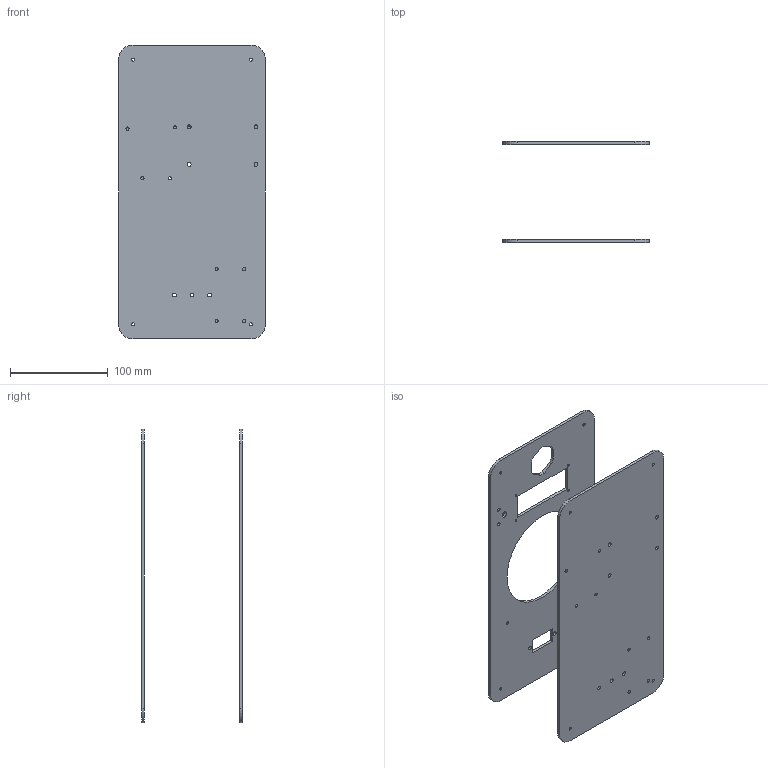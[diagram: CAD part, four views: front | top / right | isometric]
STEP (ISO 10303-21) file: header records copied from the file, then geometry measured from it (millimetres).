
FILE_DESCRIPTION(/* description */ (''),/* implementation_level */ '2;1');
FILE_NAME(/* name */ '181d2753-3f17-42ab-8a2d-efc1092e2bd3.stp',/* time_stamp */ '2024-07-30T14:13:35Z',/* author */ (''),/* organization */ (''),/* preprocessor_version */ 'ST-DEVELOPER v20',/* originating_system */ 'Autodesk Translation Framework v13.14.0.145',/* authorisation */ '');
FILE_SCHEMA (('AUTOMOTIVE_DESIGN { 1 0 10303 214 3 1 1 }'));
Length unit declared in the file: millimetre
Products named in the file (1): Baseplate
Bounding box: 150 x 103 x 300 mm (x, y, z)
Volume: 233673 mm3; surface area: 164262.6 mm2
Topology: 2 solids, 2 shells, 75 faces, 213 edges, 142 vertices
Faces by surface type: cylinder 49, plane 26
Full cylindrical faces by diameter (mm): 2.5 x4, 3.175 x4, 3.2 x14, 3.5 x2, 4 x9, 6 x1, 102 x1
Entity records: 2669 total; most frequent: DIRECTION 463, CARTESIAN_POINT 431, ORIENTED_EDGE 426, EDGE_CURVE 213, AXIS2_PLACEMENT_3D 174, EDGE_LOOP 151, VERTEX_POINT 142, LINE 115
